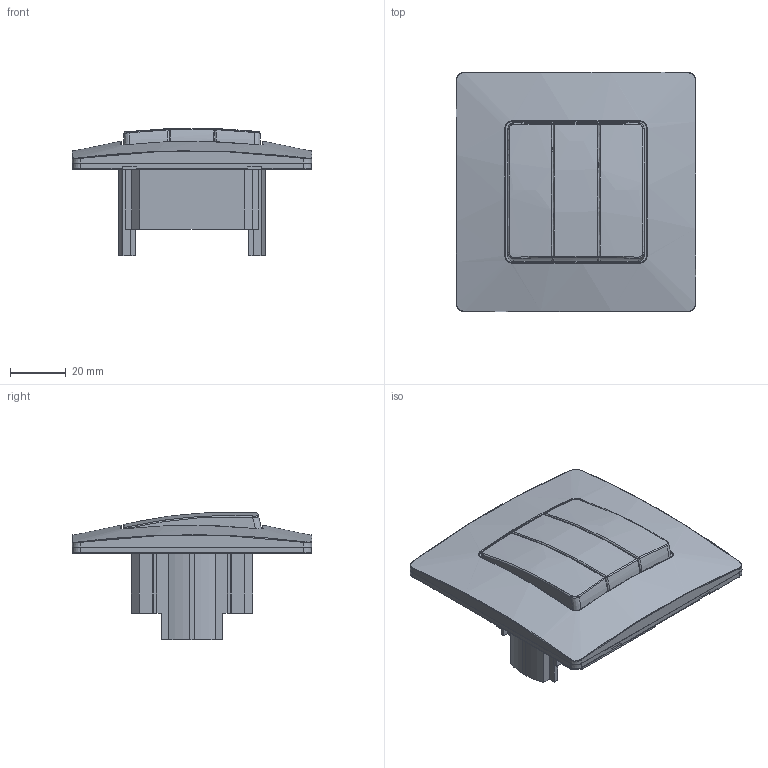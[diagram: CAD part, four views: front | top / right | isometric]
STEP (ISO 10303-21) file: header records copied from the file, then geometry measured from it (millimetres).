
FILE_DESCRIPTION (( 'STEP AP203' ), '1' );
FILE_NAME ('Vyklyuchatel_3kl.STEP', '2025-06-25T20:22:06', ( '' ), ( '' ), 'SwSTEP 2.0', 'SolidWorks 2022', '' );
FILE_SCHEMA (( 'CONFIG_CONTROL_DESIGN' ));
Length unit declared in the file: millimetre
Products named in the file (1): Vyklyuchatel_3kl
Bounding box: 86 x 86 x 45.74 mm (x, y, z)
Surface area: 28535.5 mm2 (no closed solid volume)
Topology: 0 solids, 19 shells, 847 faces, 2281 edges, 1485 vertices
Faces by surface type: bspline 386, plane 348, cylinder 76, cone 20, sphere 13, torus 4
Entity records: 72373 total; most frequent: CARTESIAN_POINT 56963, ORIENTED_EDGE 4500, EDGE_CURVE 2281, B_SPLINE_CURVE_WITH_KNOTS 2234, VERTEX_POINT 1485, DIRECTION 928, EDGE_LOOP 895, ADVANCED_FACE 847
